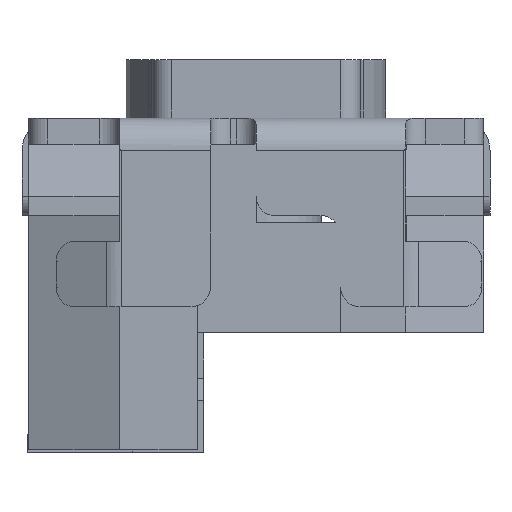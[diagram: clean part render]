
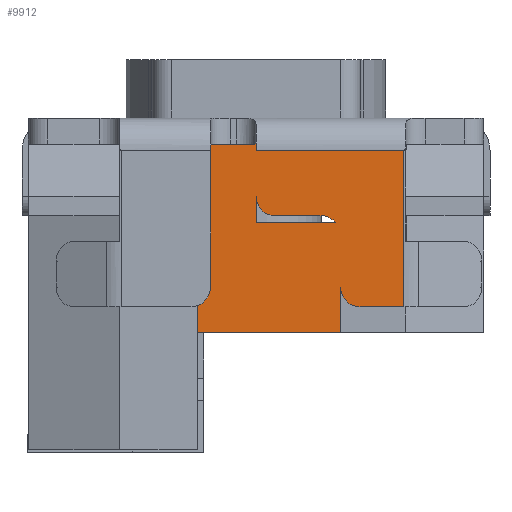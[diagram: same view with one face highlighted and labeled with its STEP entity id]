
A CAD part, left-side view. The second image highlights one B-rep face of the part: STEP entity #9912.
In plain terms, the highlighted planar face has unit normal (-1, 0, 0).
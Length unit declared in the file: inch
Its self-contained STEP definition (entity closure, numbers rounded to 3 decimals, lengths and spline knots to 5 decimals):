
#2817=CARTESIAN_POINT('',(-0.09449,0.01772,0.0));
#2818=VERTEX_POINT('',#2817);
#2819=CARTESIAN_POINT('',(-0.09449,0.01378,0.0));
#2820=VERTEX_POINT('',#2819);
#2821=CARTESIAN_POINT('',(-0.09449,0.01772,0.0));
#2822=DIRECTION('',(0.0,-1.0,0.0));
#2823=VECTOR('',#2822,0.00394);
#2824=LINE('',#2821,#2823);
#2825=EDGE_CURVE('',#2818,#2820,#2824,.T.);
#2923=CARTESIAN_POINT('',(-0.09449,-0.02409,-0.02362));
#2924=VERTEX_POINT('',#2923);
#2931=CARTESIAN_POINT('',(-0.09449,-0.01969,-0.02165));
#2932=VERTEX_POINT('',#2931);
#2933=CARTESIAN_POINT('',(-0.09449,-0.01969,-0.02756));
#2934=DIRECTION('',(-1.0,0.0,0.0));
#2935=DIRECTION('',(0.0,-0.707,0.707));
#2936=AXIS2_PLACEMENT_3D('',#2933,#2934,#2935);
#2937=CIRCLE('',#2936,0.00591);
#2938=EDGE_CURVE('',#2924,#2932,#2937,.T.);
#3080=CARTESIAN_POINT('',(-0.09449,-0.0315,-0.04921));
#3081=VERTEX_POINT('',#3080);
#3088=CARTESIAN_POINT('',(-0.09449,-0.02559,-0.04331));
#3089=VERTEX_POINT('',#3088);
#3090=CARTESIAN_POINT('',(-0.09449,-0.0315,-0.04331));
#3091=DIRECTION('',(1.0,0.0,0.0));
#3092=DIRECTION('',(0.0,0.707,-0.707));
#3093=AXIS2_PLACEMENT_3D('',#3090,#3091,#3092);
#3094=CIRCLE('',#3093,0.00591);
#3095=EDGE_CURVE('',#3081,#3089,#3094,.T.);
#3143=CARTESIAN_POINT('',(-0.09449,-0.04482,-0.04921));
#3144=VERTEX_POINT('',#3143);
#3152=CARTESIAN_POINT('',(-0.09449,-0.04482,-0.04921));
#3153=DIRECTION('',(0.0,1.0,0.0));
#3154=VECTOR('',#3153,0.01333);
#3155=LINE('',#3152,#3154);
#3156=EDGE_CURVE('',#3144,#3081,#3155,.T.);
#4612=CARTESIAN_POINT('',(-0.09449,0.,-0.00197));
#4613=VERTEX_POINT('',#4612);
#4621=CARTESIAN_POINT('',(-0.09449,-0.04482,-0.00197));
#4622=VERTEX_POINT('',#4621);
#4623=CARTESIAN_POINT('',(-0.09449,0.,-0.00197));
#4624=DIRECTION('',(0.0,-1.0,0.0));
#4625=VECTOR('',#4624,0.04482);
#4626=LINE('',#4623,#4625);
#4627=EDGE_CURVE('',#4613,#4622,#4626,.T.);
#4678=CARTESIAN_POINT('',(-0.09449,-0.04482,-0.00197));
#4679=DIRECTION('',(0.0,0.0,-1.0));
#4680=VECTOR('',#4679,0.04724);
#4681=LINE('',#4678,#4680);
#4682=EDGE_CURVE('',#4622,#3144,#4681,.T.);
#5365=CARTESIAN_POINT('',(-0.09449,-0.00591,-0.02165));
#5366=VERTEX_POINT('',#5365);
#5373=CARTESIAN_POINT('',(-0.09449,0.,-0.01575));
#5374=VERTEX_POINT('',#5373);
#5375=CARTESIAN_POINT('',(-0.09449,-0.00591,-0.01575));
#5376=DIRECTION('',(1.0,0.0,0.0));
#5377=DIRECTION('',(0.0,0.707,-0.707));
#5378=AXIS2_PLACEMENT_3D('',#5375,#5376,#5377);
#5379=CIRCLE('',#5378,0.00591);
#5380=EDGE_CURVE('',#5366,#5374,#5379,.T.);
#5399=CARTESIAN_POINT('',(-0.09449,-0.01969,-0.02165));
#5400=DIRECTION('',(0.0,1.0,0.0));
#5401=VECTOR('',#5400,0.01378);
#5402=LINE('',#5399,#5401);
#5403=EDGE_CURVE('',#2932,#5366,#5402,.T.);
#6938=CARTESIAN_POINT('',(-0.09449,0.,-0.02362));
#6939=VERTEX_POINT('',#6938);
#6940=CARTESIAN_POINT('',(-0.09449,0.,-0.02362));
#6941=DIRECTION('',(0.0,0.0,1.0));
#6942=VECTOR('',#6941,0.00787);
#6943=LINE('',#6940,#6942);
#6944=EDGE_CURVE('',#6939,#5374,#6943,.T.);
#6972=CARTESIAN_POINT('',(-0.09449,0.,0.0));
#6973=VERTEX_POINT('',#6972);
#6980=CARTESIAN_POINT('',(-0.09449,0.,-0.00197));
#6981=DIRECTION('',(0.0,0.0,1.0));
#6982=VECTOR('',#6981,0.00197);
#6983=LINE('',#6980,#6982);
#6984=EDGE_CURVE('',#4613,#6973,#6983,.T.);
#7324=CARTESIAN_POINT('',(-0.09449,-0.02559,-0.05709));
#7325=VERTEX_POINT('',#7324);
#7326=CARTESIAN_POINT('',(-0.09449,-0.02559,-0.04331));
#7327=DIRECTION('',(0.0,0.0,-1.0));
#7328=VECTOR('',#7327,0.01378);
#7329=LINE('',#7326,#7328);
#7330=EDGE_CURVE('',#3089,#7325,#7329,.T.);
#7572=CARTESIAN_POINT('',(-0.09449,0.01772,-0.05709));
#7573=VERTEX_POINT('',#7572);
#7580=CARTESIAN_POINT('',(-0.09449,0.01772,0.0));
#7581=DIRECTION('',(0.0,0.0,-1.0));
#7582=VECTOR('',#7581,0.05709);
#7583=LINE('',#7580,#7582);
#7584=EDGE_CURVE('',#2818,#7573,#7583,.T.);
#9866=CARTESIAN_POINT('',(-0.09449,0.01772,-0.05709));
#9867=DIRECTION('',(0.0,-1.0,0.0));
#9868=VECTOR('',#9867,0.04331);
#9869=LINE('',#9866,#9868);
#9870=EDGE_CURVE('',#7573,#7325,#9869,.T.);
#9878=CARTESIAN_POINT('',(-0.09449,-0.04795,-0.05994));
#9879=DIRECTION('',(-1.0,0.0,0.0));
#9880=DIRECTION('',(0.0,0.0,1.0));
#9881=AXIS2_PLACEMENT_3D('',#9878,#9879,#9880);
#9882=PLANE('',#9881);
#9883=ORIENTED_EDGE('',*,*,#6984,.T.);
#9884=CARTESIAN_POINT('',(-0.09449,0.01378,0.0));
#9885=DIRECTION('',(0.0,-1.0,0.0));
#9886=VECTOR('',#9885,0.01378);
#9887=LINE('',#9884,#9886);
#9888=EDGE_CURVE('',#2820,#6973,#9887,.T.);
#9889=ORIENTED_EDGE('',*,*,#9888,.F.);
#9890=ORIENTED_EDGE('',*,*,#2825,.F.);
#9891=ORIENTED_EDGE('',*,*,#7584,.T.);
#9892=ORIENTED_EDGE('',*,*,#9870,.T.);
#9893=ORIENTED_EDGE('',*,*,#7330,.F.);
#9894=ORIENTED_EDGE('',*,*,#3095,.F.);
#9895=ORIENTED_EDGE('',*,*,#3156,.F.);
#9896=ORIENTED_EDGE('',*,*,#4682,.F.);
#9897=ORIENTED_EDGE('',*,*,#4627,.F.);
#9898=EDGE_LOOP('',(#9883,#9889,#9890,#9891,#9892,#9893,#9894,#9895,#9896,#9897));
#9899=FACE_OUTER_BOUND('',#9898,.T.);
#9900=ORIENTED_EDGE('',*,*,#5380,.F.);
#9901=ORIENTED_EDGE('',*,*,#5403,.F.);
#9902=ORIENTED_EDGE('',*,*,#2938,.F.);
#9903=CARTESIAN_POINT('',(-0.09449,-0.02409,-0.02362));
#9904=DIRECTION('',(0.0,1.0,0.0));
#9905=VECTOR('',#9904,0.02409);
#9906=LINE('',#9903,#9905);
#9907=EDGE_CURVE('',#2924,#6939,#9906,.T.);
#9908=ORIENTED_EDGE('',*,*,#9907,.T.);
#9909=ORIENTED_EDGE('',*,*,#6944,.T.);
#9910=EDGE_LOOP('',(#9900,#9901,#9902,#9908,#9909));
#9911=FACE_BOUND('',#9910,.T.);
#9912=ADVANCED_FACE('',(#9899,#9911),#9882,.T.);
